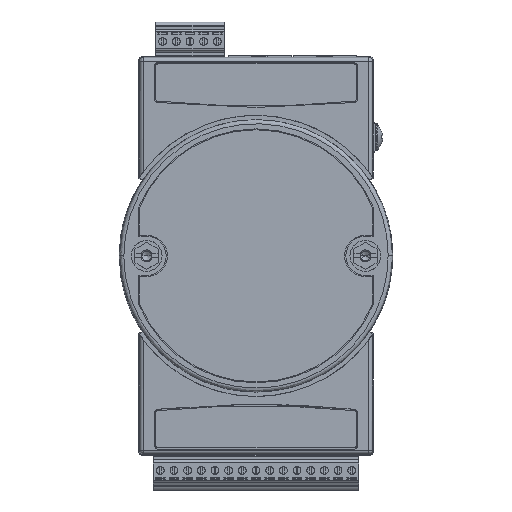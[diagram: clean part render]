
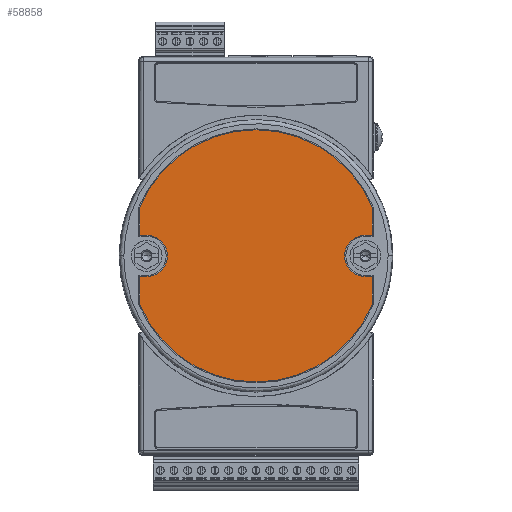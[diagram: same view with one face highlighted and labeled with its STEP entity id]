
A CAD part, top view. The second image highlights one B-rep face of the part: STEP entity #58858.
In plain terms, the highlighted planar face has unit normal (0, 0, 1).
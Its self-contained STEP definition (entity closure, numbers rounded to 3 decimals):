
#249 = DIRECTION ( 'NONE',  ( -1., 0., 0. ) ) ;
#877 = DIRECTION ( 'NONE',  ( 1., 0., 0. ) ) ;
#1245 = VERTEX_POINT ( 'NONE', #50231 ) ;
#1919 = CARTESIAN_POINT ( 'NONE',  ( -27.915, -5.25, 12.7 ) ) ;
#2335 = VECTOR ( 'NONE', #50239, 1000. ) ;
#2384 = DIRECTION ( 'NONE',  ( 1., 0., 0. ) ) ;
#2480 = EDGE_CURVE ( 'NONE', #1245, #79687, #61779, .T. ) ;
#3407 = CARTESIAN_POINT ( 'NONE',  ( 27.915, 0., 12.7 ) ) ;
#3899 = DIRECTION ( 'NONE',  ( 1., 0., 0. ) ) ;
#5775 = CARTESIAN_POINT ( 'NONE',  ( 29.8, -12.408, 12.7 ) ) ;
#5984 = VERTEX_POINT ( 'NONE', #37182 ) ;
#6687 = ORIENTED_EDGE ( 'NONE', *, *, #77617, .T. ) ;
#7042 = EDGE_CURVE ( 'NONE', #74372, #65737, #55328, .T. ) ;
#7249 = CARTESIAN_POINT ( 'NONE',  ( 27.915, -5.25, 12.7 ) ) ;
#9665 = VERTEX_POINT ( 'NONE', #57014 ) ;
#10142 = AXIS2_PLACEMENT_3D ( 'NONE', #10342, #28856, #79226 ) ;
#10342 = CARTESIAN_POINT ( 'NONE',  ( 0., 0., 12.7 ) ) ;
#10503 = AXIS2_PLACEMENT_3D ( 'NONE', #68529, #43752, #2384 ) ;
#11163 = VERTEX_POINT ( 'NONE', #32072 ) ;
#12839 = EDGE_CURVE ( 'NONE', #79687, #9665, #23761, .T. ) ;
#13125 = ORIENTED_EDGE ( 'NONE', *, *, #61687, .T. ) ;
#15121 = VERTEX_POINT ( 'NONE', #60304 ) ;
#15241 = EDGE_CURVE ( 'NONE', #65737, #1245, #73946, .T. ) ;
#15338 = VECTOR ( 'NONE', #68530, 1000. ) ;
#15613 = DIRECTION ( 'NONE',  ( 0., -1., 0. ) ) ;
#16128 = PLANE ( 'NONE',  #10142 ) ;
#18211 = VECTOR ( 'NONE', #55356, 1000. ) ;
#22939 = CARTESIAN_POINT ( 'NONE',  ( -29.8, 12.408, 12.7 ) ) ;
#23761 = LINE ( 'NONE', #37367, #32261 ) ;
#24759 = CIRCLE ( 'NONE', #76191, 5.25 ) ;
#25049 = ORIENTED_EDGE ( 'NONE', *, *, #43517, .T. ) ;
#25436 = CARTESIAN_POINT ( 'NONE',  ( 22.665, 0., 12.7 ) ) ;
#25972 = ORIENTED_EDGE ( 'NONE', *, *, #53213, .T. ) ;
#28856 = DIRECTION ( 'NONE',  ( 0., 0., 1. ) ) ;
#29409 = DIRECTION ( 'NONE',  ( 1., 0., 0. ) ) ;
#29493 = DIRECTION ( 'NONE',  ( 0., -1., 0. ) ) ;
#29503 = VECTOR ( 'NONE', #15613, 1000. ) ;
#29602 = VERTEX_POINT ( 'NONE', #7249 ) ;
#29790 = DIRECTION ( 'NONE',  ( 1., 0., 0. ) ) ;
#29864 = VECTOR ( 'NONE', #58701, 1000. ) ;
#30192 = ORIENTED_EDGE ( 'NONE', *, *, #15241, .T. ) ;
#30504 = VERTEX_POINT ( 'NONE', #57653 ) ;
#31530 = LINE ( 'NONE', #56713, #50651 ) ;
#31940 = AXIS2_PLACEMENT_3D ( 'NONE', #68527, #75942, #877 ) ;
#32072 = CARTESIAN_POINT ( 'NONE',  ( 29.8, -5.25, 12.7 ) ) ;
#32261 = VECTOR ( 'NONE', #29493, 1000. ) ;
#33591 = CARTESIAN_POINT ( 'NONE',  ( 27.915, -5.25, 12.7 ) ) ;
#37182 = CARTESIAN_POINT ( 'NONE',  ( -29.8, -12.408, 12.7 ) ) ;
#37242 = ORIENTED_EDGE ( 'NONE', *, *, #48212, .T. ) ;
#37367 = CARTESIAN_POINT ( 'NONE',  ( -29.8, 12.408, 12.7 ) ) ;
#38886 = CARTESIAN_POINT ( 'NONE',  ( 29.8, 5.25, 12.7 ) ) ;
#40848 = FACE_OUTER_BOUND ( 'NONE', #51431, .T. ) ;
#41317 = CARTESIAN_POINT ( 'NONE',  ( 29.8, 12.408, 12.7 ) ) ;
#43365 = CARTESIAN_POINT ( 'NONE',  ( 27.915, 5.25, 12.7 ) ) ;
#43517 = EDGE_CURVE ( 'NONE', #5984, #68909, #66186, .T. ) ;
#43752 = DIRECTION ( 'NONE',  ( 0., 0., -1. ) ) ;
#45258 = CARTESIAN_POINT ( 'NONE',  ( 29.8, -5.25, 12.7 ) ) ;
#45272 = ORIENTED_EDGE ( 'NONE', *, *, #48952, .T. ) ;
#45581 = CARTESIAN_POINT ( 'NONE',  ( 27.915, 5.25, 12.7 ) ) ;
#45968 = LINE ( 'NONE', #33591, #29864 ) ;
#46058 = CIRCLE ( 'NONE', #10503, 5.25 ) ;
#46528 = LINE ( 'NONE', #77880, #29503 ) ;
#47304 = AXIS2_PLACEMENT_3D ( 'NONE', #3407, #61520, #78501 ) ;
#47494 = VERTEX_POINT ( 'NONE', #25436 ) ;
#48212 = EDGE_CURVE ( 'NONE', #11163, #29602, #45968, .T. ) ;
#48952 = EDGE_CURVE ( 'NONE', #68909, #11163, #75819, .T. ) ;
#50231 = CARTESIAN_POINT ( 'NONE',  ( 29.8, 12.408, 12.7 ) ) ;
#50239 = DIRECTION ( 'NONE',  ( 0., 1., 0. ) ) ;
#50651 = VECTOR ( 'NONE', #249, 1000. ) ;
#51431 = EDGE_LOOP ( 'NONE', ( #78038, #57087, #13125, #6687, #25972, #73075, #25049, #45272, #37242, #60362, #60783, #74381, #30192 ) ) ;
#53213 = EDGE_CURVE ( 'NONE', #59803, #30504, #31530, .T. ) ;
#53908 = AXIS2_PLACEMENT_3D ( 'NONE', #73198, #60369, #3899 ) ;
#54046 = VECTOR ( 'NONE', #29409, 1000. ) ;
#55328 = LINE ( 'NONE', #43365, #15338 ) ;
#55356 = DIRECTION ( 'NONE',  ( 0., 1., 0. ) ) ;
#56713 = CARTESIAN_POINT ( 'NONE',  ( -27.915, -5.25, 12.7 ) ) ;
#57014 = CARTESIAN_POINT ( 'NONE',  ( -29.8, 5.25, 12.7 ) ) ;
#57087 = ORIENTED_EDGE ( 'NONE', *, *, #12839, .T. ) ;
#57566 = EDGE_CURVE ( 'NONE', #29602, #47494, #72395, .T. ) ;
#57653 = CARTESIAN_POINT ( 'NONE',  ( -29.8, -5.25, 12.7 ) ) ;
#58701 = DIRECTION ( 'NONE',  ( -1., 0., 0. ) ) ;
#58858 = ADVANCED_FACE ( 'NONE', ( #40848 ), #16128, .T. ) ;
#59803 = VERTEX_POINT ( 'NONE', #1919 ) ;
#60304 = CARTESIAN_POINT ( 'NONE',  ( -27.915, 5.25, 12.7 ) ) ;
#60362 = ORIENTED_EDGE ( 'NONE', *, *, #57566, .T. ) ;
#60369 = DIRECTION ( 'NONE',  ( 0., 0., 1. ) ) ;
#60783 = ORIENTED_EDGE ( 'NONE', *, *, #69544, .T. ) ;
#61520 = DIRECTION ( 'NONE',  ( 0., 0., -1. ) ) ;
#61687 = EDGE_CURVE ( 'NONE', #9665, #15121, #74421, .T. ) ;
#61779 = CIRCLE ( 'NONE', #53908, 32.28 ) ;
#65737 = VERTEX_POINT ( 'NONE', #38886 ) ;
#66186 = CIRCLE ( 'NONE', #31940, 32.28 ) ;
#66991 = CARTESIAN_POINT ( 'NONE',  ( -27.915, 5.25, 12.7 ) ) ;
#67567 = EDGE_CURVE ( 'NONE', #30504, #5984, #46528, .T. ) ;
#68193 = DIRECTION ( 'NONE',  ( 0., 0., -1. ) ) ;
#68527 = CARTESIAN_POINT ( 'NONE',  ( 0., 0., 12.7 ) ) ;
#68529 = CARTESIAN_POINT ( 'NONE',  ( -27.915, 0., 12.7 ) ) ;
#68530 = DIRECTION ( 'NONE',  ( 1., 0., 0. ) ) ;
#68909 = VERTEX_POINT ( 'NONE', #5775 ) ;
#69544 = EDGE_CURVE ( 'NONE', #47494, #74372, #24759, .T. ) ;
#72395 = CIRCLE ( 'NONE', #47304, 5.25 ) ;
#73075 = ORIENTED_EDGE ( 'NONE', *, *, #67567, .T. ) ;
#73198 = CARTESIAN_POINT ( 'NONE',  ( 0., 0., 12.7 ) ) ;
#73946 = LINE ( 'NONE', #41317, #18211 ) ;
#73969 = CARTESIAN_POINT ( 'NONE',  ( 27.915, 0., 12.7 ) ) ;
#74372 = VERTEX_POINT ( 'NONE', #45581 ) ;
#74381 = ORIENTED_EDGE ( 'NONE', *, *, #7042, .T. ) ;
#74421 = LINE ( 'NONE', #66991, #54046 ) ;
#75819 = LINE ( 'NONE', #45258, #2335 ) ;
#75942 = DIRECTION ( 'NONE',  ( 0., 0., 1. ) ) ;
#76191 = AXIS2_PLACEMENT_3D ( 'NONE', #73969, #68193, #29790 ) ;
#77617 = EDGE_CURVE ( 'NONE', #15121, #59803, #46058, .T. ) ;
#77880 = CARTESIAN_POINT ( 'NONE',  ( -29.8, -5.25, 12.7 ) ) ;
#78038 = ORIENTED_EDGE ( 'NONE', *, *, #2480, .T. ) ;
#78501 = DIRECTION ( 'NONE',  ( 1., 0., 0. ) ) ;
#79226 = DIRECTION ( 'NONE',  ( 1., 0., 0. ) ) ;
#79687 = VERTEX_POINT ( 'NONE', #22939 ) ;
